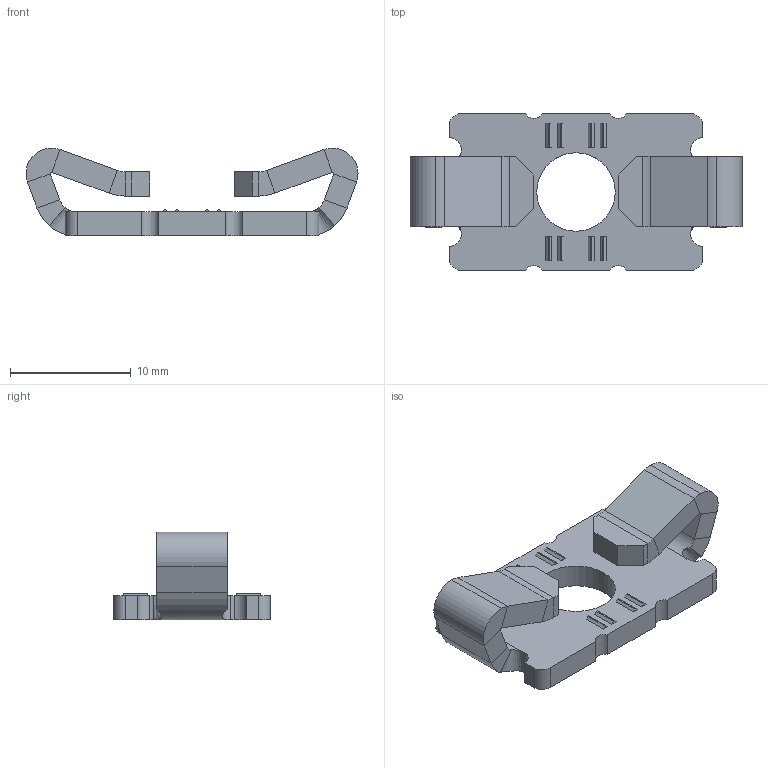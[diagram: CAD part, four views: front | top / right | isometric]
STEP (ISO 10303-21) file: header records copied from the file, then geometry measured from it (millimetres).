
FILE_DESCRIPTION (( 'STEP AP214' ), '1' );
FILE_NAME ('092039.STEP', '2014-08-21T10:06:52', ( '' ), ( '' ), 'SwSTEP 2.0', 'SolidWorks 2014', '' );
FILE_SCHEMA (( 'AUTOMOTIVE_DESIGN' ));
Length unit declared in the file: millimetre
Products named in the file (1): 092039
Bounding box: 27.5 x 13 x 7.27 mm (x, y, z)
Volume: 800.3 mm3; surface area: 1104.8 mm2
Topology: 1 solids, 1 shells, 132 faces, 318 edges, 196 vertices
Faces by surface type: plane 94, cylinder 34, bspline 4
Entity records: 4056 total; most frequent: CARTESIAN_POINT 943, ORIENTED_EDGE 636, DIRECTION 628, EDGE_CURVE 318, LINE 234, VECTOR 234, AXIS2_PLACEMENT_3D 197, VERTEX_POINT 196
